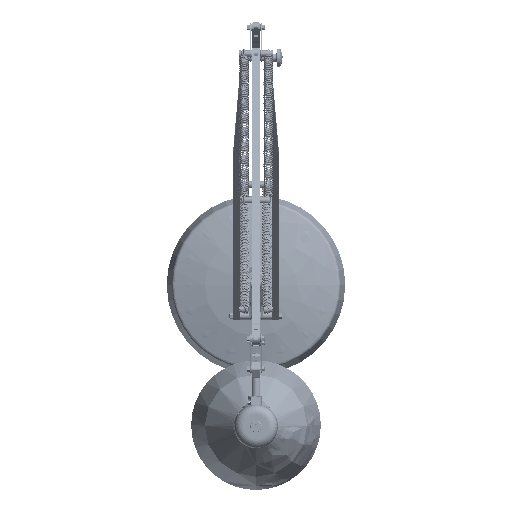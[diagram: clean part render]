
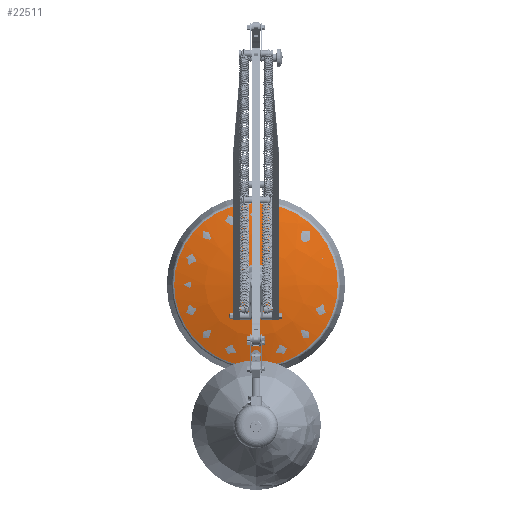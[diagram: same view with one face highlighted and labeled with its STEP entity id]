
A CAD part, top view. The second image highlights one B-rep face of the part: STEP entity #22511.
In plain terms, the highlighted free-form (B-spline) face has degree [2, 2] with [3, 9] control points.
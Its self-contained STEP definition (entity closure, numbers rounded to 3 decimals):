
#508=(
BOUNDED_SURFACE()
B_SPLINE_SURFACE(2,2,((#65689,#65690,#65691,#65692,#65693,#65694,#65695,
#65696,#65697),(#65698,#65699,#65700,#65701,#65702,#65703,#65704,#65705,
#65706),(#65707,#65708,#65709,#65710,#65711,#65712,#65713,#65714,#65715)),
 .UNSPECIFIED.,.F.,.T.,.F.)
B_SPLINE_SURFACE_WITH_KNOTS((3,3),(3,2,2,2,3),(-1.487,-1.283),
(-3.142,-1.571,0.,1.571,3.142),
 .UNSPECIFIED.)
GEOMETRIC_REPRESENTATION_ITEM()
RATIONAL_B_SPLINE_SURFACE(((1.,0.707,1.,0.707,1.,
0.707,1.,0.707,1.),(0.995,0.703,
0.995,0.703,0.995,0.703,0.995,
0.703,0.995),(1.,0.707,1.,0.707,
1.,0.707,1.,0.707,1.)))
REPRESENTATION_ITEM('')
SURFACE()
);
#3728=FACE_OUTER_BOUND('',#5143,.T.);
#5143=EDGE_LOOP('',(#21106,#21107,#21108,#21109));
#9520=CIRCLE('',#26924,99.262);
#9521=CIRCLE('',#26925,372.568);
#9522=CIRCLE('',#26926,24.556);
#11648=VERTEX_POINT('',#65686);
#11649=VERTEX_POINT('',#65716);
#14813=EDGE_CURVE('',#11648,#11648,#9520,.T.);
#14814=EDGE_CURVE('',#11648,#11649,#9521,.T.);
#14815=EDGE_CURVE('',#11649,#11649,#9522,.T.);
#21106=ORIENTED_EDGE('',*,*,#14813,.F.);
#21107=ORIENTED_EDGE('',*,*,#14814,.T.);
#21108=ORIENTED_EDGE('',*,*,#14815,.F.);
#21109=ORIENTED_EDGE('',*,*,#14814,.F.);
#22511=ADVANCED_FACE('',(#3728),#508,.F.);
#26924=AXIS2_PLACEMENT_3D('',#65688,#34081,#34082);
#26925=AXIS2_PLACEMENT_3D('',#65717,#34083,#34084);
#26926=AXIS2_PLACEMENT_3D('',#65718,#34085,#34086);
#34081=DIRECTION('center_axis',(0.,0.,-1.));
#34082=DIRECTION('ref_axis',(1.,0.,0.));
#34083=DIRECTION('center_axis',(0.,-1.,0.));
#34084=DIRECTION('ref_axis',(1.,0.,0.));
#34085=DIRECTION('center_axis',(0.,0.,1.));
#34086=DIRECTION('ref_axis',(1.,0.,0.));
#65686=CARTESIAN_POINT('',(99.262,0.,25.726));
#65688=CARTESIAN_POINT('Origin',(0.,0.,25.726));
#65689=CARTESIAN_POINT('Ctrl Pts',(24.556,0.,
39.761));
#65690=CARTESIAN_POINT('Ctrl Pts',(24.556,-24.556,39.761));
#65691=CARTESIAN_POINT('Ctrl Pts',(0.,-24.556,
39.761));
#65692=CARTESIAN_POINT('Ctrl Pts',(-24.556,-24.556,
39.761));
#65693=CARTESIAN_POINT('Ctrl Pts',(-24.556,0.,
39.761));
#65694=CARTESIAN_POINT('Ctrl Pts',(-24.556,24.556,39.761));
#65695=CARTESIAN_POINT('Ctrl Pts',(0.,24.556,
39.761));
#65696=CARTESIAN_POINT('Ctrl Pts',(24.556,24.556,39.761));
#65697=CARTESIAN_POINT('Ctrl Pts',(24.556,0.,
39.761));
#65698=CARTESIAN_POINT('Ctrl Pts',(62.628,0.,
36.574));
#65699=CARTESIAN_POINT('Ctrl Pts',(62.628,-62.628,36.574));
#65700=CARTESIAN_POINT('Ctrl Pts',(0.,-62.628,
36.574));
#65701=CARTESIAN_POINT('Ctrl Pts',(-62.628,-62.628,
36.574));
#65702=CARTESIAN_POINT('Ctrl Pts',(-62.628,0.,
36.574));
#65703=CARTESIAN_POINT('Ctrl Pts',(-62.628,62.628,36.574));
#65704=CARTESIAN_POINT('Ctrl Pts',(0.,62.628,
36.574));
#65705=CARTESIAN_POINT('Ctrl Pts',(62.628,62.628,36.574));
#65706=CARTESIAN_POINT('Ctrl Pts',(62.628,0.,
36.574));
#65707=CARTESIAN_POINT('Ctrl Pts',(99.262,0.,
25.726));
#65708=CARTESIAN_POINT('Ctrl Pts',(99.262,-99.262,25.726));
#65709=CARTESIAN_POINT('Ctrl Pts',(0.,-99.262,
25.726));
#65710=CARTESIAN_POINT('Ctrl Pts',(-99.262,-99.262,
25.726));
#65711=CARTESIAN_POINT('Ctrl Pts',(-99.262,0.,
25.726));
#65712=CARTESIAN_POINT('Ctrl Pts',(-99.262,99.262,25.726));
#65713=CARTESIAN_POINT('Ctrl Pts',(0.,99.262,
25.726));
#65714=CARTESIAN_POINT('Ctrl Pts',(99.262,99.262,25.726));
#65715=CARTESIAN_POINT('Ctrl Pts',(99.262,0.,
25.726));
#65716=CARTESIAN_POINT('',(24.556,0.,39.761));
#65717=CARTESIAN_POINT('Origin',(-6.519,0.,
-331.509));
#65718=CARTESIAN_POINT('Origin',(0.,0.,39.761));
